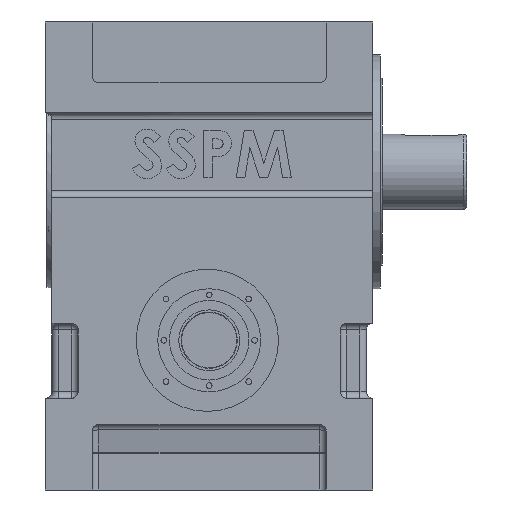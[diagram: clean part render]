
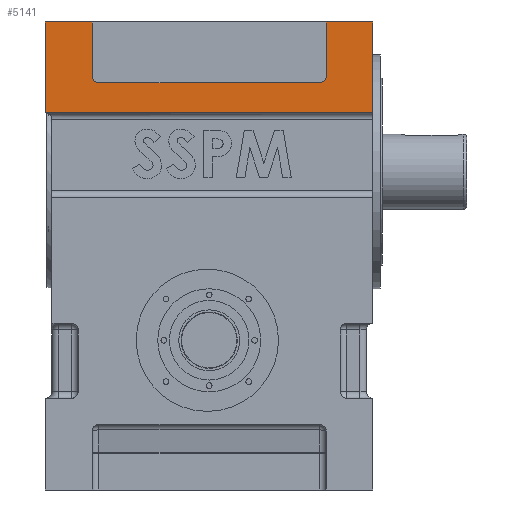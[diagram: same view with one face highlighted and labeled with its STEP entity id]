
A CAD part, left-side view. The second image highlights one B-rep face of the part: STEP entity #5141.
In plain terms, the highlighted planar face has unit normal (-1, 0, 0).
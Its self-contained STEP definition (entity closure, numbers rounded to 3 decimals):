
#563 = CARTESIAN_POINT ( 'NONE',  ( -160., 175., 500. ) ) ;
#1479 = AXIS2_PLACEMENT_3D ( 'NONE', #6733, #23683, #18695 ) ;
#1499 = CARTESIAN_POINT ( 'NONE',  ( -160., -125., 442. ) ) ;
#1776 = EDGE_CURVE ( 'NONE', #6536, #8671, #12833, .T. ) ;
#1789 = CARTESIAN_POINT ( 'NONE',  ( -160., 206.229, 403. ) ) ;
#1963 = ORIENTED_EDGE ( 'NONE', *, *, #31062, .F. ) ;
#2024 = DIRECTION ( 'NONE',  ( 0., 0., -1. ) ) ;
#2643 = CARTESIAN_POINT ( 'NONE',  ( -160., 175., 500. ) ) ;
#2661 = VERTEX_POINT ( 'NONE', #1499 ) ;
#2703 = EDGE_CURVE ( 'NONE', #22287, #22239, #20386, .T. ) ;
#3308 = CARTESIAN_POINT ( 'NONE',  ( -160., 125., 500. ) ) ;
#3689 = VERTEX_POINT ( 'NONE', #10196 ) ;
#4111 = VECTOR ( 'NONE', #23811, 1000. ) ;
#4448 = CARTESIAN_POINT ( 'NONE',  ( -160., 118., 442. ) ) ;
#4772 = ORIENTED_EDGE ( 'NONE', *, *, #1776, .T. ) ;
#5141 = ADVANCED_FACE ( 'NONE', ( #9664 ), #21228, .F. ) ;
#5190 = VERTEX_POINT ( 'NONE', #26323 ) ;
#5834 = DIRECTION ( 'NONE',  ( 0., 0., -1. ) ) ;
#6054 = DIRECTION ( 'NONE',  ( 0., 0., -1. ) ) ;
#6536 = VERTEX_POINT ( 'NONE', #2643 ) ;
#6733 = CARTESIAN_POINT ( 'NONE',  ( -160., 175., 500. ) ) ;
#7077 = CIRCLE ( 'NONE', #24485, 7. ) ;
#7351 = DIRECTION ( 'NONE',  ( 0., 0., -1. ) ) ;
#7365 = CARTESIAN_POINT ( 'NONE',  ( -160., 118., 435. ) ) ;
#7563 = CARTESIAN_POINT ( 'NONE',  ( -160., -118., 435. ) ) ;
#8271 = DIRECTION ( 'NONE',  ( 0., -1., 0. ) ) ;
#8471 = LINE ( 'NONE', #563, #27053 ) ;
#8671 = VERTEX_POINT ( 'NONE', #28033 ) ;
#8933 = AXIS2_PLACEMENT_3D ( 'NONE', #4448, #23826, #2024 ) ;
#9278 = ORIENTED_EDGE ( 'NONE', *, *, #15851, .T. ) ;
#9664 = FACE_OUTER_BOUND ( 'NONE', #23897, .T. ) ;
#9763 = CARTESIAN_POINT ( 'NONE',  ( -160., -175., 500. ) ) ;
#10073 = DIRECTION ( 'NONE',  ( 0., 0., 1. ) ) ;
#10152 = VECTOR ( 'NONE', #8271, 1000. ) ;
#10196 = CARTESIAN_POINT ( 'NONE',  ( -160., 125., 442. ) ) ;
#10279 = CARTESIAN_POINT ( 'NONE',  ( -160., -125., 435. ) ) ;
#10291 = LINE ( 'NONE', #10279, #20537 ) ;
#10927 = CARTESIAN_POINT ( 'NONE',  ( -160., 175., 500. ) ) ;
#12833 = LINE ( 'NONE', #17313, #18181 ) ;
#13037 = ORIENTED_EDGE ( 'NONE', *, *, #27094, .F. ) ;
#13042 = EDGE_CURVE ( 'NONE', #6536, #27317, #8471, .T. ) ;
#13573 = CARTESIAN_POINT ( 'NONE',  ( -160., 125., 500. ) ) ;
#13640 = CARTESIAN_POINT ( 'NONE',  ( -160., -125., 500. ) ) ;
#14147 = DIRECTION ( 'NONE',  ( 0., -1., 0. ) ) ;
#15585 = DIRECTION ( 'NONE',  ( 1., 0., 0. ) ) ;
#15851 = EDGE_CURVE ( 'NONE', #22287, #3689, #17488, .T. ) ;
#16046 = ORIENTED_EDGE ( 'NONE', *, *, #2703, .F. ) ;
#16387 = CARTESIAN_POINT ( 'NONE',  ( -160., -175., 500. ) ) ;
#16622 = LINE ( 'NONE', #10927, #10152 ) ;
#17313 = CARTESIAN_POINT ( 'NONE',  ( -160., 175., 500. ) ) ;
#17377 = LINE ( 'NONE', #16387, #26785 ) ;
#17488 = CIRCLE ( 'NONE', #8933, 7. ) ;
#17814 = CARTESIAN_POINT ( 'NONE',  ( -160., -118., 442. ) ) ;
#18181 = VECTOR ( 'NONE', #7351, 1000. ) ;
#18695 = DIRECTION ( 'NONE',  ( 0., 1., 0. ) ) ;
#20001 = LINE ( 'NONE', #1789, #31057 ) ;
#20184 = EDGE_CURVE ( 'NONE', #8671, #5190, #20001, .T. ) ;
#20386 = LINE ( 'NONE', #28797, #4111 ) ;
#20455 = ORIENTED_EDGE ( 'NONE', *, *, #13042, .F. ) ;
#20473 = EDGE_CURVE ( 'NONE', #21994, #26958, #16622, .T. ) ;
#20537 = VECTOR ( 'NONE', #10073, 1000. ) ;
#21228 = PLANE ( 'NONE',  #1479 ) ;
#21391 = EDGE_CURVE ( 'NONE', #2661, #22239, #7077, .T. ) ;
#21689 = LINE ( 'NONE', #3308, #29676 ) ;
#21785 = ORIENTED_EDGE ( 'NONE', *, *, #21391, .T. ) ;
#21994 = VERTEX_POINT ( 'NONE', #13640 ) ;
#22239 = VERTEX_POINT ( 'NONE', #7563 ) ;
#22287 = VERTEX_POINT ( 'NONE', #7365 ) ;
#23069 = DIRECTION ( 'NONE',  ( 0., -1., 0. ) ) ;
#23683 = DIRECTION ( 'NONE',  ( 1., 0., 0. ) ) ;
#23811 = DIRECTION ( 'NONE',  ( 0., -1., 0. ) ) ;
#23826 = DIRECTION ( 'NONE',  ( 1., 0., 0. ) ) ;
#23897 = EDGE_LOOP ( 'NONE', ( #27661, #20455, #4772, #28413, #1963, #27068, #13037, #21785, #16046, #9278 ) ) ;
#24485 = AXIS2_PLACEMENT_3D ( 'NONE', #17814, #15585, #6054 ) ;
#25824 = EDGE_CURVE ( 'NONE', #27317, #3689, #21689, .T. ) ;
#26323 = CARTESIAN_POINT ( 'NONE',  ( -160., -175., 403. ) ) ;
#26785 = VECTOR ( 'NONE', #28886, 1000. ) ;
#26958 = VERTEX_POINT ( 'NONE', #9763 ) ;
#27053 = VECTOR ( 'NONE', #23069, 1000. ) ;
#27068 = ORIENTED_EDGE ( 'NONE', *, *, #20473, .F. ) ;
#27094 = EDGE_CURVE ( 'NONE', #2661, #21994, #10291, .T. ) ;
#27317 = VERTEX_POINT ( 'NONE', #13573 ) ;
#27661 = ORIENTED_EDGE ( 'NONE', *, *, #25824, .F. ) ;
#28033 = CARTESIAN_POINT ( 'NONE',  ( -160., 175., 403. ) ) ;
#28413 = ORIENTED_EDGE ( 'NONE', *, *, #20184, .T. ) ;
#28797 = CARTESIAN_POINT ( 'NONE',  ( -160., 175., 435. ) ) ;
#28886 = DIRECTION ( 'NONE',  ( 0., 0., -1. ) ) ;
#29676 = VECTOR ( 'NONE', #5834, 1000. ) ;
#31057 = VECTOR ( 'NONE', #14147, 1000. ) ;
#31062 = EDGE_CURVE ( 'NONE', #26958, #5190, #17377, .T. ) ;
